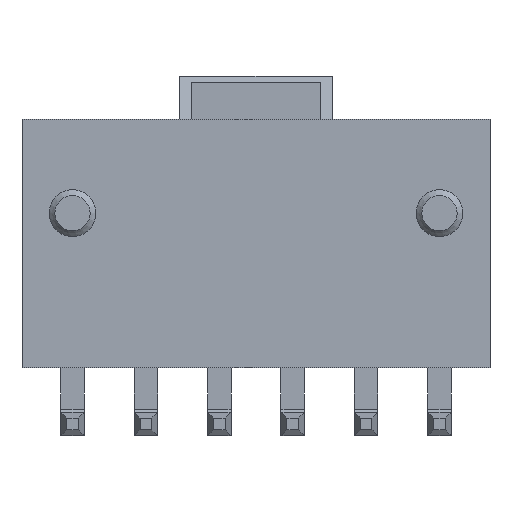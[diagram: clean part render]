
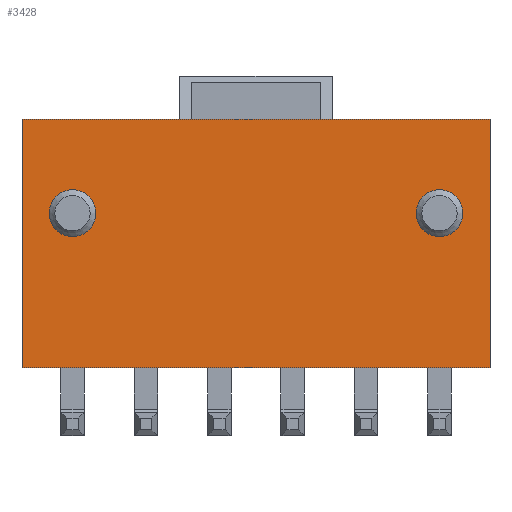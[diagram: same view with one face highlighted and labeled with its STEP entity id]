
A CAD part, front view. The second image highlights one B-rep face of the part: STEP entity #3428.
In plain terms, the highlighted planar face has unit normal (0, -1, 0).
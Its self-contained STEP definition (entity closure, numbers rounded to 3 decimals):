
#32=FACE_BOUND('',#603,.T.);
#33=FACE_BOUND('',#604,.T.);
#200=PLANE('',#3668);
#399=FACE_OUTER_BOUND('',#602,.T.);
#602=EDGE_LOOP('',(#3044,#3045,#3046,#3047));
#603=EDGE_LOOP('',(#3048));
#604=EDGE_LOOP('',(#3049));
#989=LINE('',#5368,#1398);
#1011=LINE('',#5411,#1420);
#1014=LINE('',#5416,#1423);
#1015=LINE('',#5418,#1424);
#1398=VECTOR('',#4467,10.);
#1420=VECTOR('',#4501,10.);
#1423=VECTOR('',#4508,10.);
#1424=VECTOR('',#4511,10.);
#1428=CIRCLE('',#3459,0.8);
#1432=CIRCLE('',#3466,0.8);
#1460=VERTEX_POINT('',#4526);
#1464=VERTEX_POINT('',#4539);
#1718=VERTEX_POINT('',#5365);
#1719=VERTEX_POINT('',#5367);
#1733=VERTEX_POINT('',#5408);
#1734=VERTEX_POINT('',#5410);
#1740=EDGE_CURVE('',#1460,#1460,#1428,.T.);
#1746=EDGE_CURVE('',#1464,#1464,#1432,.T.);
#2149=EDGE_CURVE('',#1719,#1718,#989,.T.);
#2171=EDGE_CURVE('',#1733,#1734,#1011,.T.);
#2174=EDGE_CURVE('',#1733,#1719,#1014,.T.);
#2175=EDGE_CURVE('',#1734,#1718,#1015,.T.);
#3044=ORIENTED_EDGE('',*,*,#2149,.T.);
#3045=ORIENTED_EDGE('',*,*,#2175,.F.);
#3046=ORIENTED_EDGE('',*,*,#2171,.F.);
#3047=ORIENTED_EDGE('',*,*,#2174,.T.);
#3048=ORIENTED_EDGE('',*,*,#1740,.T.);
#3049=ORIENTED_EDGE('',*,*,#1746,.T.);
#3428=ADVANCED_FACE('',(#399,#32,#33),#200,.T.);
#3459=AXIS2_PLACEMENT_3D('',#4528,#3685,#3686);
#3466=AXIS2_PLACEMENT_3D('',#4541,#3701,#3702);
#3668=AXIS2_PLACEMENT_3D('',#5417,#4509,#4510);
#3685=DIRECTION('center_axis',(0.,1.,0.));
#3686=DIRECTION('ref_axis',(1.,0.,0.));
#3701=DIRECTION('center_axis',(0.,1.,0.));
#3702=DIRECTION('ref_axis',(1.,0.,0.));
#4467=DIRECTION('',(-1.,0.,0.));
#4501=DIRECTION('',(-1.,0.,0.));
#4508=DIRECTION('',(0.,0.,1.));
#4509=DIRECTION('center_axis',(0.,-1.,0.));
#4510=DIRECTION('ref_axis',(1.,0.,0.));
#4511=DIRECTION('',(0.,0.,1.));
#4526=CARTESIAN_POINT('',(-7.05,0.,0.));
#4528=CARTESIAN_POINT('Origin',(-6.25,0.,0.));
#4539=CARTESIAN_POINT('',(5.45,0.,0.));
#4541=CARTESIAN_POINT('Origin',(6.25,0.,0.));
#5365=CARTESIAN_POINT('',(-7.97,0.,3.2));
#5367=CARTESIAN_POINT('',(7.97,0.,3.2));
#5368=CARTESIAN_POINT('',(0.,0.,3.2));
#5408=CARTESIAN_POINT('',(7.97,0.,-5.26));
#5410=CARTESIAN_POINT('',(-7.97,0.,-5.26));
#5411=CARTESIAN_POINT('',(-7.97,0.,-5.26));
#5416=CARTESIAN_POINT('',(7.97,0.,0.));
#5417=CARTESIAN_POINT('Origin',(-7.97,0.,0.));
#5418=CARTESIAN_POINT('',(-7.97,0.,0.));
